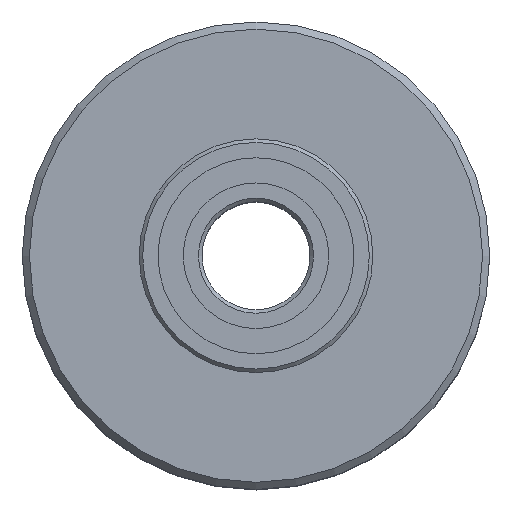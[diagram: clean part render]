
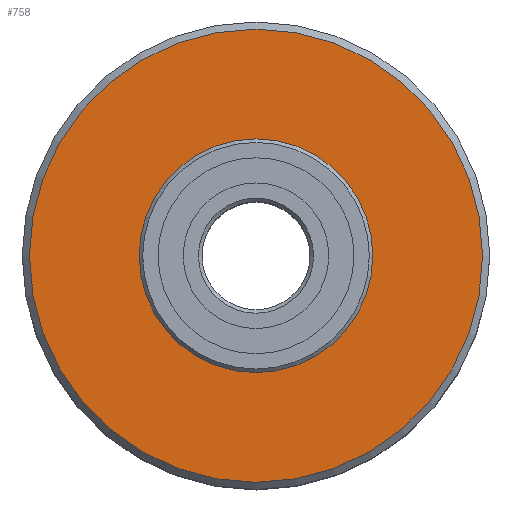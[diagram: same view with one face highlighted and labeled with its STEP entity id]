
A CAD part, top view. The second image highlights one B-rep face of the part: STEP entity #758.
In plain terms, the highlighted planar face has unit normal (0, 0, 1).
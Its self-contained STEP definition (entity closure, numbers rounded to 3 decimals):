
#112 = CYLINDRICAL_SURFACE('',#113,3.25);
#113 = AXIS2_PLACEMENT_3D('',#114,#115,#116);
#114 = CARTESIAN_POINT('',(0.,0.,1.75));
#115 = DIRECTION('',(0.,0.,1.));
#116 = DIRECTION('',(1.,0.,0.));
#669 = CONICAL_SURFACE('',#670,6.3,0.785);
#670 = AXIS2_PLACEMENT_3D('',#671,#672,#673);
#671 = CARTESIAN_POINT('',(0.,0.,4.25));
#672 = DIRECTION('',(0.,0.,-1.));
#673 = DIRECTION('',(1.,0.,0.));
#707 = EDGE_CURVE('',#708,#708,#710,.T.);
#708 = VERTEX_POINT('',#709);
#709 = CARTESIAN_POINT('',(6.3,0.,4.25));
#710 = SURFACE_CURVE('',#711,(#716,#723),.PCURVE_S1.);
#711 = CIRCLE('',#712,6.3);
#712 = AXIS2_PLACEMENT_3D('',#713,#714,#715);
#713 = CARTESIAN_POINT('',(0.,0.,4.25));
#714 = DIRECTION('',(0.,0.,-1.));
#715 = DIRECTION('',(1.,0.,0.));
#716 = PCURVE('',#669,#717);
#717 = DEFINITIONAL_REPRESENTATION('',(#718),#722);
#718 = LINE('',#719,#720);
#719 = CARTESIAN_POINT('',(0.,0.));
#720 = VECTOR('',#721,1.);
#721 = DIRECTION('',(1.,0.));
#722 = ( GEOMETRIC_REPRESENTATION_CONTEXT(2) 
PARAMETRIC_REPRESENTATION_CONTEXT() REPRESENTATION_CONTEXT('2D SPACE',''
  ) );
#723 = PCURVE('',#724,#729);
#724 = PLANE('',#725);
#725 = AXIS2_PLACEMENT_3D('',#726,#727,#728);
#726 = CARTESIAN_POINT('',(0.,0.,4.25));
#727 = DIRECTION('',(0.,0.,-1.));
#728 = DIRECTION('',(1.,0.,0.));
#729 = DEFINITIONAL_REPRESENTATION('',(#730),#734);
#730 = CIRCLE('',#731,6.3);
#731 = AXIS2_PLACEMENT_2D('',#732,#733);
#732 = CARTESIAN_POINT('',(0.,0.));
#733 = DIRECTION('',(1.,-0.));
#734 = ( GEOMETRIC_REPRESENTATION_CONTEXT(2) 
PARAMETRIC_REPRESENTATION_CONTEXT() REPRESENTATION_CONTEXT('2D SPACE',''
  ) );
#758 = ADVANCED_FACE('',(#759,#785),#724,.F.);
#759 = FACE_BOUND('',#760,.T.);
#760 = EDGE_LOOP('',(#761));
#761 = ORIENTED_EDGE('',*,*,#762,.T.);
#762 = EDGE_CURVE('',#763,#763,#765,.T.);
#763 = VERTEX_POINT('',#764);
#764 = CARTESIAN_POINT('',(3.25,0.,4.25));
#765 = SURFACE_CURVE('',#766,(#771,#778),.PCURVE_S1.);
#766 = CIRCLE('',#767,3.25);
#767 = AXIS2_PLACEMENT_3D('',#768,#769,#770);
#768 = CARTESIAN_POINT('',(0.,0.,4.25));
#769 = DIRECTION('',(0.,0.,-1.));
#770 = DIRECTION('',(1.,0.,0.));
#771 = PCURVE('',#724,#772);
#772 = DEFINITIONAL_REPRESENTATION('',(#773),#777);
#773 = CIRCLE('',#774,3.25);
#774 = AXIS2_PLACEMENT_2D('',#775,#776);
#775 = CARTESIAN_POINT('',(0.,0.));
#776 = DIRECTION('',(1.,-0.));
#777 = ( GEOMETRIC_REPRESENTATION_CONTEXT(2) 
PARAMETRIC_REPRESENTATION_CONTEXT() REPRESENTATION_CONTEXT('2D SPACE',''
  ) );
#778 = PCURVE('',#112,#779);
#779 = DEFINITIONAL_REPRESENTATION('',(#780),#784);
#780 = LINE('',#781,#782);
#781 = CARTESIAN_POINT('',(-0.,2.5));
#782 = VECTOR('',#783,1.);
#783 = DIRECTION('',(-1.,0.));
#784 = ( GEOMETRIC_REPRESENTATION_CONTEXT(2) 
PARAMETRIC_REPRESENTATION_CONTEXT() REPRESENTATION_CONTEXT('2D SPACE',''
  ) );
#785 = FACE_BOUND('',#786,.T.);
#786 = EDGE_LOOP('',(#787));
#787 = ORIENTED_EDGE('',*,*,#707,.F.);
